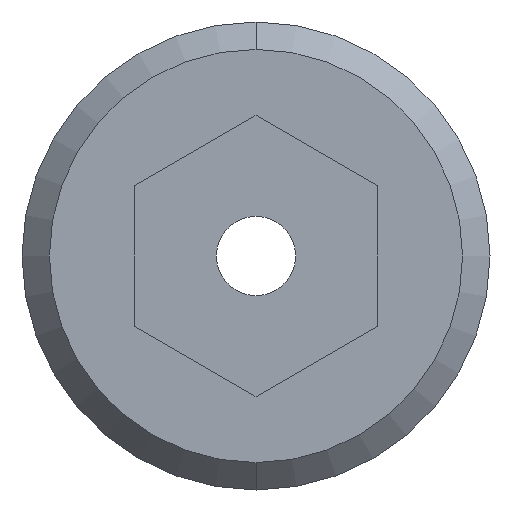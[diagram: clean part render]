
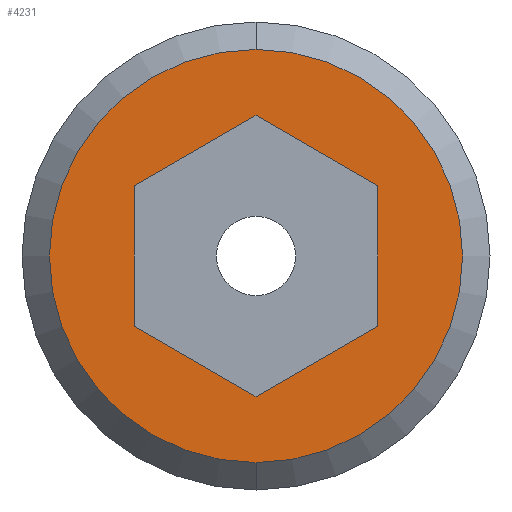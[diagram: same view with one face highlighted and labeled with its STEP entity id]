
A CAD part, left-side view. The second image highlights one B-rep face of the part: STEP entity #4231.
In plain terms, the highlighted planar face has unit normal (-1, 0, 0).
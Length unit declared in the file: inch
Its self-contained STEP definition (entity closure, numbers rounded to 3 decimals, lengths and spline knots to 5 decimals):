
#1918=CARTESIAN_POINT('',(-0.188,0.,0.));
#1919=DIRECTION('',(-1.,0.,0.));
#1920=DIRECTION('',(0.,1.,0.));
#1921=AXIS2_PLACEMENT_3D('',#1918,#1919,#1920);
#1936=DIRECTION('',(0.,0.5,0.866));
#1937=VECTOR('',#1936,0.09238);
#1938=CARTESIAN_POINT('',(-0.188,0.04619,-0.08));
#1939=LINE('',#1938,#1937);
#1940=DIRECTION('',(0.,1.,0.));
#1941=VECTOR('',#1940,0.09238);
#1942=CARTESIAN_POINT('',(-0.188,-0.04619,-0.08));
#1943=LINE('',#1942,#1941);
#1944=DIRECTION('',(0.,0.5,-0.866));
#1945=VECTOR('',#1944,0.09238);
#1946=CARTESIAN_POINT('',(-0.188,-0.09238,0.));
#1947=LINE('',#1946,#1945);
#1948=DIRECTION('',(0.,-0.5,-0.866));
#1949=VECTOR('',#1948,0.09238);
#1950=CARTESIAN_POINT('',(-0.188,-0.04619,0.08));
#1951=LINE('',#1950,#1949);
#1952=DIRECTION('',(0.,-1.,0.));
#1953=VECTOR('',#1952,0.09238);
#1954=CARTESIAN_POINT('',(-0.188,0.04619,0.08));
#1955=LINE('',#1954,#1953);
#1956=DIRECTION('',(0.,-0.5,0.866));
#1957=VECTOR('',#1956,0.09238);
#1958=CARTESIAN_POINT('',(-0.188,0.09238,0.));
#1959=LINE('',#1958,#1957);
#1960=CARTESIAN_POINT('',(-0.188,0.,0.));
#1961=DIRECTION('',(1.,0.,0.));
#1962=DIRECTION('',(0.,1.,0.));
#1963=AXIS2_PLACEMENT_3D('',#1960,#1961,#1962);
#2100=CARTESIAN_POINT('',(-0.188,0.13575,0.));
#2101=CARTESIAN_POINT('',(-0.188,-0.13575,0.));
#2102=VERTEX_POINT('',#2100);
#2103=VERTEX_POINT('',#2101);
#2120=CARTESIAN_POINT('',(-0.188,0.04619,-0.08));
#2121=CARTESIAN_POINT('',(-0.188,0.09238,0.));
#2122=VERTEX_POINT('',#2120);
#2123=VERTEX_POINT('',#2121);
#2124=CARTESIAN_POINT('',(-0.188,-0.04619,-0.08));
#2125=VERTEX_POINT('',#2124);
#2126=CARTESIAN_POINT('',(-0.188,-0.09238,0.));
#2127=VERTEX_POINT('',#2126);
#2128=CARTESIAN_POINT('',(-0.188,-0.04619,0.08));
#2129=VERTEX_POINT('',#2128);
#2130=CARTESIAN_POINT('',(-0.188,0.04619,0.08));
#2131=VERTEX_POINT('',#2130);
#4207=CARTESIAN_POINT('',(-0.188,0.,0.));
#4208=DIRECTION('',(1.,0.,0.));
#4209=DIRECTION('',(0.,-1.,0.));
#4210=AXIS2_PLACEMENT_3D('',#4207,#4208,#4209);
#4211=PLANE('',#4210);
#4212=ORIENTED_EDGE('',*,*,#4197,.F.);
#4214=ORIENTED_EDGE('',*,*,#4213,.T.);
#4215=EDGE_LOOP('',(#4212,#4214));
#4216=FACE_OUTER_BOUND('',#4215,.F.);
#4218=ORIENTED_EDGE('',*,*,#4217,.F.);
#4220=ORIENTED_EDGE('',*,*,#4219,.F.);
#4222=ORIENTED_EDGE('',*,*,#4221,.F.);
#4224=ORIENTED_EDGE('',*,*,#4223,.F.);
#4226=ORIENTED_EDGE('',*,*,#4225,.F.);
#4228=ORIENTED_EDGE('',*,*,#4227,.F.);
#4229=EDGE_LOOP('',(#4218,#4220,#4222,#4224,#4226,#4228));
#4230=FACE_BOUND('',#4229,.F.);
#1922=CIRCLE('',#1921,0.13575);
#1964=CIRCLE('',#1963,0.13575);
#4197=EDGE_CURVE('',#2102,#2103,#1922,.T.);
#4213=EDGE_CURVE('',#2102,#2103,#1964,.T.);
#4217=EDGE_CURVE('',#2122,#2123,#1939,.T.);
#4219=EDGE_CURVE('',#2125,#2122,#1943,.T.);
#4221=EDGE_CURVE('',#2127,#2125,#1947,.T.);
#4223=EDGE_CURVE('',#2129,#2127,#1951,.T.);
#4225=EDGE_CURVE('',#2131,#2129,#1955,.T.);
#4227=EDGE_CURVE('',#2123,#2131,#1959,.T.);
#4231=ADVANCED_FACE('',(#4216,#4230),#4211,.F.);
